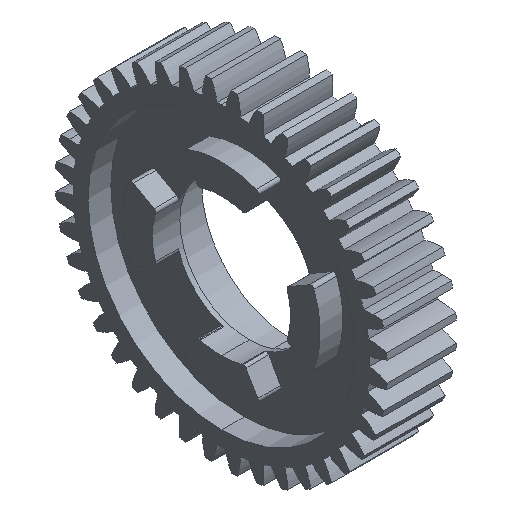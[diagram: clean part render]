
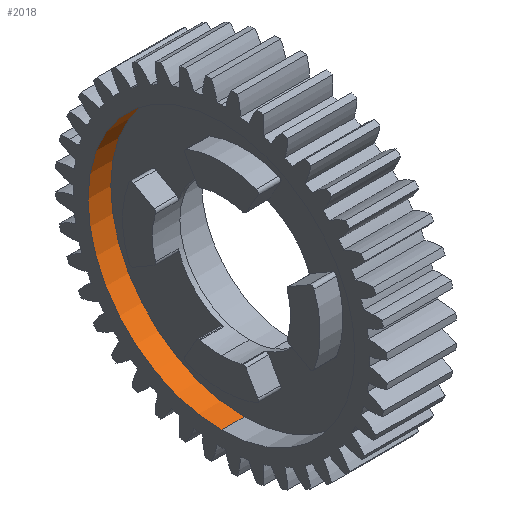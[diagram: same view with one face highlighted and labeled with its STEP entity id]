
A CAD part, isometric view. The second image highlights one B-rep face of the part: STEP entity #2018.
In plain terms, the highlighted cylindrical face has radius 21.431 mm (diameter 42.862 mm), a partial arc.
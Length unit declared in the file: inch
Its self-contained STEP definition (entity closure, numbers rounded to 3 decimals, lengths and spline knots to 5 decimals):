
#83 = VECTOR ( 'NONE', #3810, 39.37008 ) ;
#112 = LINE ( 'NONE', #3840, #83 ) ;
#158 = VECTOR ( 'NONE', #4041, 39.37008 ) ;
#202 = LINE ( 'NONE', #4108, #158 ) ;
#245 = AXIS2_PLACEMENT_3D ( 'NONE', #261, #745, #648 ) ;
#261 = CARTESIAN_POINT ( 'NONE',  ( 0.144, 0., 0. ) ) ;
#574 = CARTESIAN_POINT ( 'NONE',  ( 0., 0., -0.84375 ) ) ;
#648 = DIRECTION ( 'NONE',  ( 0., 0., 1. ) ) ;
#745 = DIRECTION ( 'NONE',  ( -1., 0., 0. ) ) ;
#1460 = EDGE_CURVE ( 'NONE', #2075, #2384, #202, .T. ) ;
#1471 = AXIS2_PLACEMENT_3D ( 'NONE', #7153, #7257, #7053 ) ;
#1485 = EDGE_CURVE ( 'NONE', #2768, #3622, #112, .T. ) ;
#2018 = ADVANCED_FACE ( 'NONE', ( #6534 ), #6491, .F. ) ;
#2075 = VERTEX_POINT ( 'NONE', #6055 ) ;
#2384 = VERTEX_POINT ( 'NONE', #574 ) ;
#2768 = VERTEX_POINT ( 'NONE', #7069 ) ;
#2813 = EDGE_CURVE ( 'NONE', #2768, #2075, #5208, .T. ) ;
#3622 = VERTEX_POINT ( 'NONE', #7035 ) ;
#3785 = EDGE_LOOP ( 'NONE', ( #6753, #6773, #6902, #6958 ) ) ;
#3810 = DIRECTION ( 'NONE',  ( -1., 0., 0. ) ) ;
#3840 = CARTESIAN_POINT ( 'NONE',  ( 0.144, 0., 0.84375 ) ) ;
#4041 = DIRECTION ( 'NONE',  ( -1., 0., 0. ) ) ;
#4108 = CARTESIAN_POINT ( 'NONE',  ( 0.144, 0., -0.84375 ) ) ;
#4584 = AXIS2_PLACEMENT_3D ( 'NONE', #6816, #6804, #6698 ) ;
#5208 = CIRCLE ( 'NONE', #245, 0.84375 ) ;
#5520 = EDGE_CURVE ( 'NONE', #3622, #2384, #7042, .T. ) ;
#6055 = CARTESIAN_POINT ( 'NONE',  ( 0.144, 0., -0.84375 ) ) ;
#6491 = CYLINDRICAL_SURFACE ( 'NONE', #1471, 0.84375 ) ;
#6534 = FACE_OUTER_BOUND ( 'NONE', #3785, .T. ) ;
#6698 = DIRECTION ( 'NONE',  ( 0., 0., 1. ) ) ;
#6753 = ORIENTED_EDGE ( 'NONE', *, *, #1460, .F. ) ;
#6773 = ORIENTED_EDGE ( 'NONE', *, *, #2813, .F. ) ;
#6804 = DIRECTION ( 'NONE',  ( -1., 0., 0. ) ) ;
#6816 = CARTESIAN_POINT ( 'NONE',  ( 0., 0., 0. ) ) ;
#6902 = ORIENTED_EDGE ( 'NONE', *, *, #1485, .T. ) ;
#6958 = ORIENTED_EDGE ( 'NONE', *, *, #5520, .T. ) ;
#7035 = CARTESIAN_POINT ( 'NONE',  ( 0., 0., 0.84375 ) ) ;
#7042 = CIRCLE ( 'NONE', #4584, 0.84375 ) ;
#7053 = DIRECTION ( 'NONE',  ( 0., 0., 1. ) ) ;
#7069 = CARTESIAN_POINT ( 'NONE',  ( 0.144, 0., 0.84375 ) ) ;
#7153 = CARTESIAN_POINT ( 'NONE',  ( 0.144, 0., 0. ) ) ;
#7257 = DIRECTION ( 'NONE',  ( -1., 0., 0. ) ) ;
